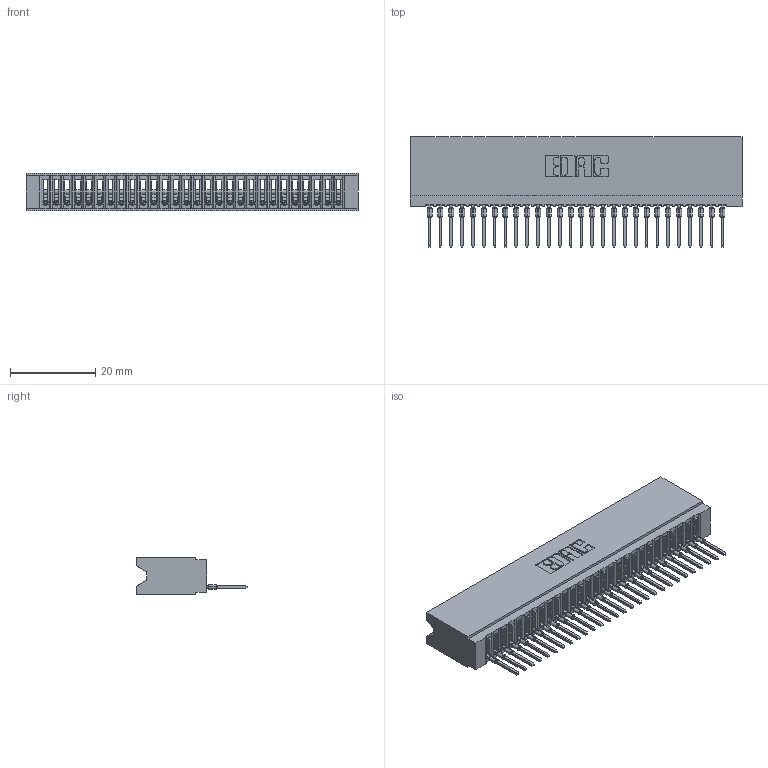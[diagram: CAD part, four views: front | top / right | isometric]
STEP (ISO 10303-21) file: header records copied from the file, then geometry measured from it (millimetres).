
FILE_DESCRIPTION (( 'STEP AP203' ), '1' );
FILE_NAME ('745-028-522-106.STEP', '2026-02-25T17:24:55', ( '' ), ( '' ), 'SwSTEP 2.0', 'SolidWorks 2023', '' );
FILE_SCHEMA (( 'CONFIG_CONTROL_DESIGN' ));
Length unit declared in the file: millimetre
Products named in the file (3): 745 Part_Insulator Option - 06; 745-292-001_522; 745-028-522-106
Assembly tree (29 placements, depth 2):
  745-028-522-106
    745 Part_Insulator Option - 06
    745-292-001_522  x28
Bounding box: 77.72 x 25.92 x 8.89 mm (x, y, z)
Volume: 6817.1 mm3; surface area: 12521.7 mm2
Topology: 29 solids, 29 shells, 3232 faces, 8884 edges, 5604 vertices
Faces by surface type: plane 1932, cylinder 572, bspline 560, torus 168
Entity records: 48174 total; most frequent: CARTESIAN_POINT 8990, ORIENTED_EDGE 8426, DIRECTION 7317, EDGE_CURVE 4213, LINE 3863, VECTOR 3863, VERTEX_POINT 2688, AXIS2_PLACEMENT_3D 1727
